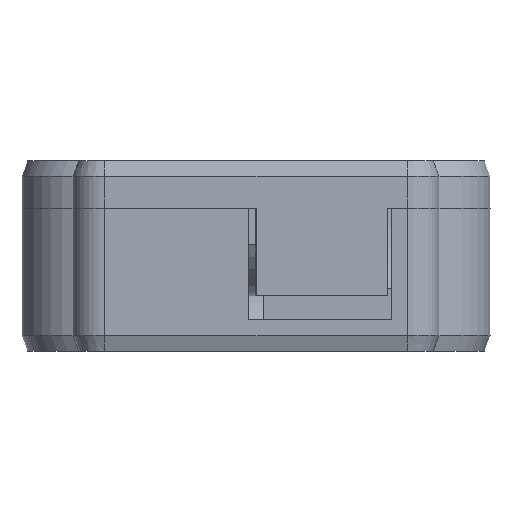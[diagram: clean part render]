
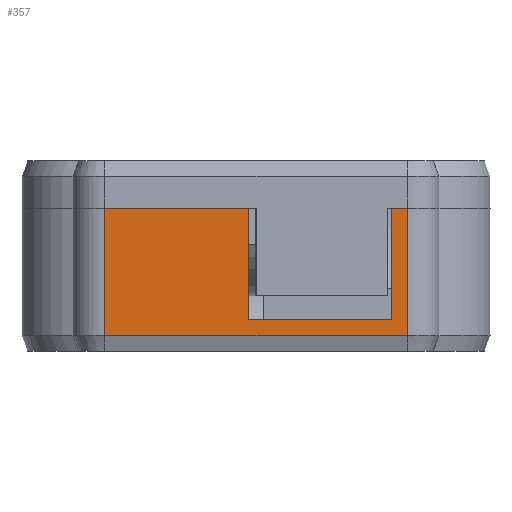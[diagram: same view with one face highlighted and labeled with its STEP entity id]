
A CAD part, left-side view. The second image highlights one B-rep face of the part: STEP entity #357.
In plain terms, the highlighted planar face has unit normal (-1, 0, 0).
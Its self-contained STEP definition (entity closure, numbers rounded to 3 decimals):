
#54 = DIRECTION ( 'NONE',  ( 0., 0., 1. ) ) ;
#164 = ORIENTED_EDGE ( 'NONE', *, *, #432, .T. ) ;
#269 = VERTEX_POINT ( 'NONE', #1599 ) ;
#290 = DIRECTION ( 'NONE',  ( 0., 0., -1. ) ) ;
#299 = CARTESIAN_POINT ( 'NONE',  ( -15.069, -0.786, 0. ) ) ;
#333 = VECTOR ( 'NONE', #54, 1000. ) ;
#357 = ADVANCED_FACE ( 'NONE', ( #1852 ), #985, .F. ) ;
#375 = VECTOR ( 'NONE', #2367, 1000. ) ;
#383 = EDGE_CURVE ( 'NONE', #2710, #269, #3599, .T. ) ;
#426 = LINE ( 'NONE', #990, #2821 ) ;
#432 = EDGE_CURVE ( 'NONE', #269, #2199, #2732, .T. ) ;
#438 = AXIS2_PLACEMENT_3D ( 'NONE', #1841, #3792, #1386 ) ;
#509 = DIRECTION ( 'NONE',  ( 0., -1., 0. ) ) ;
#623 = CARTESIAN_POINT ( 'NONE',  ( -15.069, -0.786, 0. ) ) ;
#664 = EDGE_CURVE ( 'NONE', #1427, #3416, #426, .T. ) ;
#836 = EDGE_CURVE ( 'NONE', #2710, #1592, #2037, .T. ) ;
#889 = CARTESIAN_POINT ( 'NONE',  ( -15.069, 8.214, 7. ) ) ;
#934 = ORIENTED_EDGE ( 'NONE', *, *, #1604, .F. ) ;
#985 = PLANE ( 'NONE',  #438 ) ;
#990 = CARTESIAN_POINT ( 'NONE',  ( -15.069, -0.786, 0. ) ) ;
#1036 = CARTESIAN_POINT ( 'NONE',  ( -15.069, -9.786, 7. ) ) ;
#1045 = DIRECTION ( 'NONE',  ( 0., 1., 0. ) ) ;
#1179 = EDGE_CURVE ( 'NONE', #1592, #3416, #2590, .T. ) ;
#1245 = VECTOR ( 'NONE', #3249, 1000. ) ;
#1350 = VERTEX_POINT ( 'NONE', #2752 ) ;
#1378 = DIRECTION ( 'NONE',  ( 0., 0., -1. ) ) ;
#1386 = DIRECTION ( 'NONE',  ( 0., 1., 0. ) ) ;
#1427 = VERTEX_POINT ( 'NONE', #2833 ) ;
#1508 = ORIENTED_EDGE ( 'NONE', *, *, #383, .T. ) ;
#1571 = ORIENTED_EDGE ( 'NONE', *, *, #664, .T. ) ;
#1592 = VERTEX_POINT ( 'NONE', #3480 ) ;
#1599 = CARTESIAN_POINT ( 'NONE',  ( -15.069, 8.214, -1. ) ) ;
#1604 = EDGE_CURVE ( 'NONE', #2398, #1350, #1792, .T. ) ;
#1613 = ORIENTED_EDGE ( 'NONE', *, *, #2640, .F. ) ;
#1757 = VECTOR ( 'NONE', #1378, 1000. ) ;
#1792 = LINE ( 'NONE', #3183, #3522 ) ;
#1841 = CARTESIAN_POINT ( 'NONE',  ( -15.069, -12.786, 7. ) ) ;
#1852 = FACE_OUTER_BOUND ( 'NONE', #3143, .T. ) ;
#1880 = LINE ( 'NONE', #3553, #1245 ) ;
#1887 = ORIENTED_EDGE ( 'NONE', *, *, #1179, .F. ) ;
#1948 = ORIENTED_EDGE ( 'NONE', *, *, #2076, .T. ) ;
#2037 = LINE ( 'NONE', #3188, #375 ) ;
#2076 = EDGE_CURVE ( 'NONE', #2199, #1350, #1880, .T. ) ;
#2156 = LINE ( 'NONE', #2273, #333 ) ;
#2199 = VERTEX_POINT ( 'NONE', #2965 ) ;
#2273 = CARTESIAN_POINT ( 'NONE',  ( -15.069, -9.786, 7. ) ) ;
#2367 = DIRECTION ( 'NONE',  ( 0., -1., 0. ) ) ;
#2398 = VERTEX_POINT ( 'NONE', #1036 ) ;
#2411 = VECTOR ( 'NONE', #290, 1000. ) ;
#2432 = CARTESIAN_POINT ( 'NONE',  ( -15.069, 8.214, 7. ) ) ;
#2555 = ORIENTED_EDGE ( 'NONE', *, *, #836, .F. ) ;
#2590 = LINE ( 'NONE', #299, #2411 ) ;
#2628 = CARTESIAN_POINT ( 'NONE',  ( -15.069, -10.786, -1. ) ) ;
#2640 = EDGE_CURVE ( 'NONE', #1427, #2398, #2156, .T. ) ;
#2710 = VERTEX_POINT ( 'NONE', #2432 ) ;
#2732 = LINE ( 'NONE', #2628, #2770 ) ;
#2752 = CARTESIAN_POINT ( 'NONE',  ( -15.069, -10.786, 7. ) ) ;
#2770 = VECTOR ( 'NONE', #3069, 1000. ) ;
#2821 = VECTOR ( 'NONE', #1045, 1000. ) ;
#2833 = CARTESIAN_POINT ( 'NONE',  ( -15.069, -9.786, 0. ) ) ;
#2965 = CARTESIAN_POINT ( 'NONE',  ( -15.069, -10.786, -1. ) ) ;
#3069 = DIRECTION ( 'NONE',  ( 0., -1., 0. ) ) ;
#3143 = EDGE_LOOP ( 'NONE', ( #1508, #164, #1948, #934, #1613, #1571, #1887, #2555 ) ) ;
#3183 = CARTESIAN_POINT ( 'NONE',  ( -15.069, -12.786, 7. ) ) ;
#3188 = CARTESIAN_POINT ( 'NONE',  ( -15.069, -12.786, 7. ) ) ;
#3249 = DIRECTION ( 'NONE',  ( 0., 0., 1. ) ) ;
#3416 = VERTEX_POINT ( 'NONE', #623 ) ;
#3480 = CARTESIAN_POINT ( 'NONE',  ( -15.069, -0.786, 7. ) ) ;
#3522 = VECTOR ( 'NONE', #509, 1000. ) ;
#3553 = CARTESIAN_POINT ( 'NONE',  ( -15.069, -10.786, 7. ) ) ;
#3599 = LINE ( 'NONE', #889, #1757 ) ;
#3792 = DIRECTION ( 'NONE',  ( 1., 0., 0. ) ) ;
